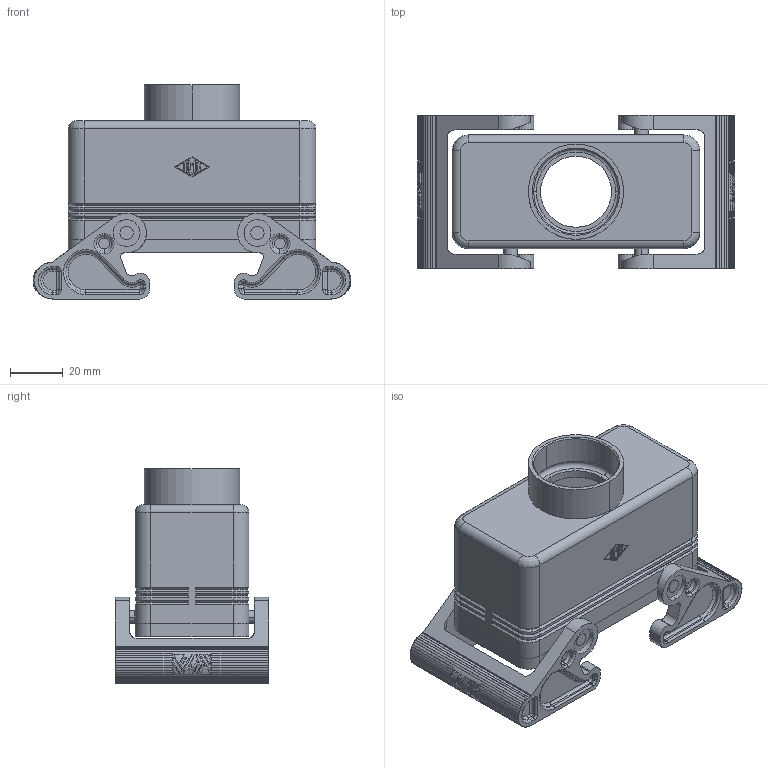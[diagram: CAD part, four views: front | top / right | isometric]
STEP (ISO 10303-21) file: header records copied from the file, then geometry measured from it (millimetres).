
FILE_DESCRIPTION(('Creo Elements/Direct Modeling STEP Export'),'2;1');
FILE_NAME('MHVN 16 G32.stp','2014-06-23T15:14:47',(''),(''),'Creo Elements/Direct Modeling STEP processor for AP214 (Solid Model)','Creo Elements/Direct Modeling 18.0B 02-Dec-2011 (C) Parametric Technology GmbH','');
FILE_SCHEMA(('AUTOMOTIVE_DESIGN { 1 0 10303 214 1 1 1 1 }'));
Length unit declared in the file: millimetre
Products named in the file (7): MFVN_16_G32.2; MFVN_16_G32.4; CHV_Tüllengehäuse_2_Bügel_für_einen_Einsatz; MHV_16_G32.stp; g1
Assembly tree (4 placements, depth 3):
  MFVN_16_G32.2
    MFVN_16_G32.2
  MFVN_16_G32.4
    MFVN_16_G32.4
  g1
    MHV_16_G32.stp
      CHV_Tüllengehäuse_2_Bügel_für_einen_Einsatz
Bounding box: 120.1 x 58 x 81 mm (x, y, z)
Volume: 59236.4 mm3; surface area: 53550.6 mm2
Topology: 1 solids, 3 shells, 921 faces, 2397 edges, 1514 vertices
Faces by surface type: plane 517, cylinder 292, torus 70, cone 34, sphere 4, bspline 4
Entity records: 26997 total; most frequent: ORIENTED_EDGE 4774, CARTESIAN_POINT 4747, DIRECTION 4571, EDGE_CURVE 2387, AXIS2_PLACEMENT_3D 1584, VERTEX_POINT 1516, VECTOR 1403, LINE 1403
